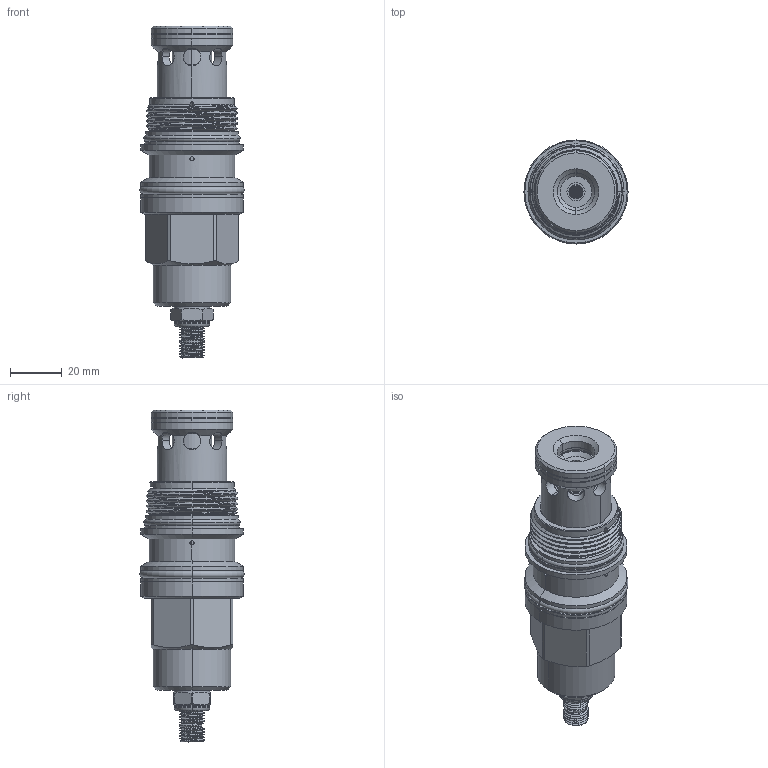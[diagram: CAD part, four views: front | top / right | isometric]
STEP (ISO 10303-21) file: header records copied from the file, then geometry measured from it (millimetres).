
FILE_DESCRIPTION (( 'STEP AP203' ), '1' );
FILE_NAME ('RV17A3G-L-85.STEP', '2020-03-24T08:58:33', ( '' ), ( '' ), 'SwSTEP 2.0', 'SolidWorks 2018', '' );
FILE_SCHEMA (( 'CONFIG_CONTROL_DESIGN' ));
Products named in the file (1): RV17A3G-L-85
Bounding box: 40.39 x 40.39 x 128.8 mm (x, y, z)
Volume: 85384.1 mm3; surface area: 30931.1 mm2
Topology: 10 solids, 10 shells, 871 faces, 2381 edges, 1500 vertices
Faces by surface type: cylinder 595, cone 114, plane 82, torus 64, bspline 10, sphere 6
Entity records: 60082 total; most frequent: CARTESIAN_POINT 39004, ORIENTED_EDGE 4750, DIRECTION 3583, EDGE_CURVE 2375, VERTEX_POINT 1500, AXIS2_PLACEMENT_3D 1406, EDGE_LOOP 1279, B_SPLINE_CURVE_WITH_KNOTS 989
